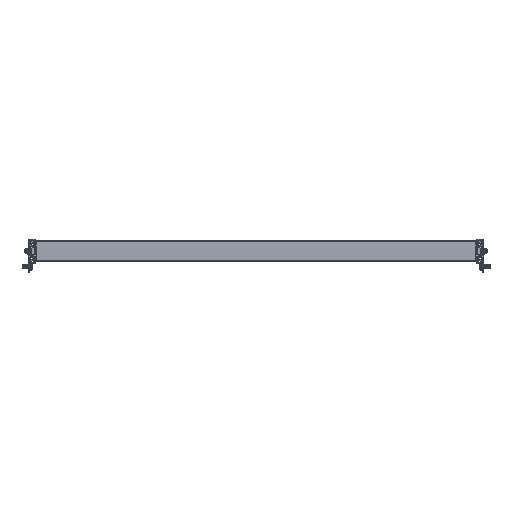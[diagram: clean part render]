
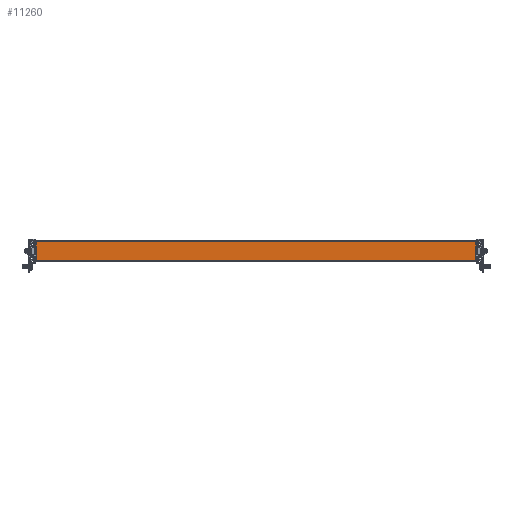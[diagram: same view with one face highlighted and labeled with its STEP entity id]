
A CAD part, front view. The second image highlights one B-rep face of the part: STEP entity #11260.
In plain terms, the highlighted planar face has unit normal (0, -1, 0).
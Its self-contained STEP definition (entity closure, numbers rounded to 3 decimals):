
#4469 = AXIS2_PLACEMENT_3D ( 'NONE', #12156, #12167, #12168 ) ;
#10378 = EDGE_CURVE ( 'NONE', #45577, #45583, #39722, .T. ) ;
#10384 = EDGE_CURVE ( 'NONE', #45589, #45593, #39804, .T. ) ;
#10385 = EDGE_CURVE ( 'NONE', #45583, #45589, #39807, .T. ) ;
#10386 = EDGE_CURVE ( 'NONE', #45577, #45593, #39810, .T. ) ;
#11260 = ADVANCED_FACE ( 'NONE', ( #12164 ), #12165, .F. ) ;
#12156 = CARTESIAN_POINT ( 'NONE',  ( 337.5, -160., 0. ) ) ;
#12164 = FACE_OUTER_BOUND ( 'NONE', #14064, .T. ) ;
#12165 = PLANE ( 'NONE',  #4469 ) ;
#12167 = DIRECTION ( 'NONE',  ( 0., 1., 0. ) ) ;
#12168 = DIRECTION ( 'NONE',  ( 0., 0., 1. ) ) ;
#14064 = EDGE_LOOP ( 'NONE', ( #16292, #16293, #16294, #16295 ) ) ;
#16292 = ORIENTED_EDGE ( 'NONE', *, *, #10385, .T. ) ;
#16293 = ORIENTED_EDGE ( 'NONE', *, *, #10384, .T. ) ;
#16294 = ORIENTED_EDGE ( 'NONE', *, *, #10386, .F. ) ;
#16295 = ORIENTED_EDGE ( 'NONE', *, *, #10378, .T. ) ;
#31223 = CARTESIAN_POINT ( 'NONE',  ( -337.5, -160., -0.01 ) ) ;
#31229 = CARTESIAN_POINT ( 'NONE',  ( -337.5, -160., -28.99 ) ) ;
#31235 = CARTESIAN_POINT ( 'NONE',  ( 337.5, -160., -28.99 ) ) ;
#31239 = CARTESIAN_POINT ( 'NONE',  ( 337.5, -160., -0.01 ) ) ;
#39508 = VECTOR ( 'NONE', #39789, 1000. ) ;
#39518 = VECTOR ( 'NONE', #39806, 1000. ) ;
#39519 = VECTOR ( 'NONE', #39809, 1000. ) ;
#39520 = VECTOR ( 'NONE', #39813, 1000. ) ;
#39722 = LINE ( 'NONE', #39787, #39508 ) ;
#39787 = CARTESIAN_POINT ( 'NONE',  ( -337.5, -160., 0. ) ) ;
#39789 = DIRECTION ( 'NONE',  ( 0., 0., -1. ) ) ;
#39804 = LINE ( 'NONE', #39805, #39518 ) ;
#39805 = CARTESIAN_POINT ( 'NONE',  ( 337.5, -160., 0. ) ) ;
#39806 = DIRECTION ( 'NONE',  ( 0., 0., 1. ) ) ;
#39807 = LINE ( 'NONE', #39808, #39519 ) ;
#39808 = CARTESIAN_POINT ( 'NONE',  ( -337.5, -160., -28.99 ) ) ;
#39809 = DIRECTION ( 'NONE',  ( 1., 0., 0. ) ) ;
#39810 = LINE ( 'NONE', #39812, #39520 ) ;
#39812 = CARTESIAN_POINT ( 'NONE',  ( 337.5, -160., -0.01 ) ) ;
#39813 = DIRECTION ( 'NONE',  ( 1., 0., 0. ) ) ;
#45577 = VERTEX_POINT ( 'NONE', #31223 ) ;
#45583 = VERTEX_POINT ( 'NONE', #31229 ) ;
#45589 = VERTEX_POINT ( 'NONE', #31235 ) ;
#45593 = VERTEX_POINT ( 'NONE', #31239 ) ;
